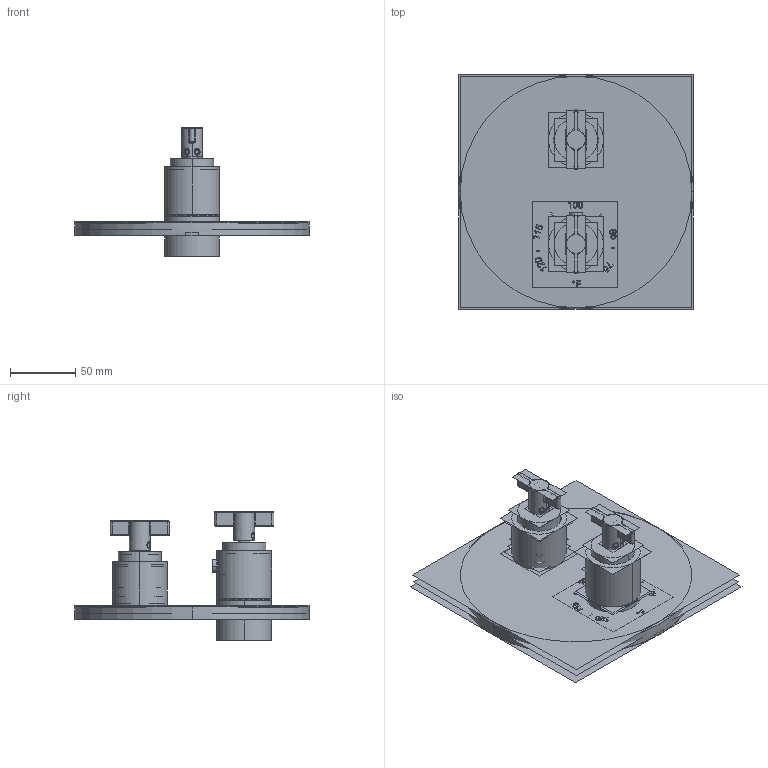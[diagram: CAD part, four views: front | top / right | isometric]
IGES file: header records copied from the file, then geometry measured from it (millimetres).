
Start section:  PTC IGES file: 3-3323tr_asm.igs
Global section: file name: 3-3323tr_asm.igs; native system: Creo Parametric by PTC Inc.; preprocessor: 2018400; author: jinson.thomas; organization: Unknown; date: 20200914.104300; units: inch
Bounding box: 180.09 x 180.09 x 98.74 mm (x, y, z)
Volume: 153946 mm3; surface area: 963497.8 mm2
Topology: 15 solids, 19 shells, 2436 faces, 14282 edges, 19141 vertices
Faces by surface type: bspline 1234, revolution 846, extrusion 356
